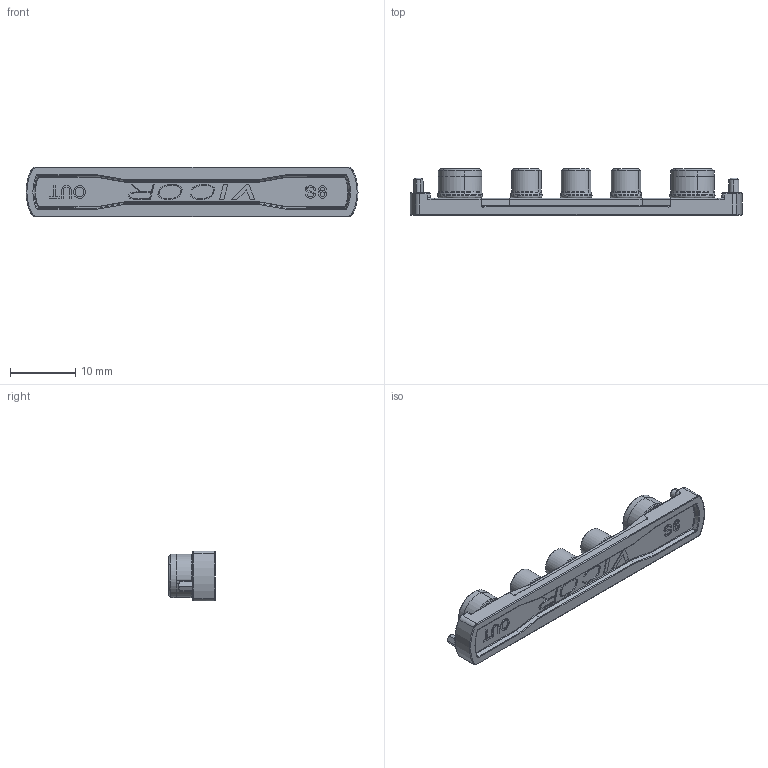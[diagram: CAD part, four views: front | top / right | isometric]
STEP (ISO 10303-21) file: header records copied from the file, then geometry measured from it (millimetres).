
FILE_DESCRIPTION (( 'STEP AP214' ), '1' );
FILE_NAME ('18375_18383_18363_18483-02-Output.STEP', '2012-08-16T14:58:40', ( 'Vicor User' ), ( 'Microsoft' ), 'SwSTEP 2.0', 'SolidWorks 2012', '' );
FILE_SCHEMA (( 'AUTOMOTIVE_DESIGN' ));
Length unit declared in the file: inch
Products named in the file (1): 18375_18383_18363_18483-02-Output
Bounding box: 50.8 x 7.06 x 7.62 mm (x, y, z)
Volume: 1273.2 mm3; surface area: 2028.6 mm2
Topology: 1 solids, 1 shells, 1040 faces, 2955 edges, 1876 vertices
Faces by surface type: plane 541, bspline 326, cylinder 92, cone 81
Entity records: 55843 total; most frequent: CARTESIAN_POINT 17722, ORIENTED_EDGE 5822, DIRECTION 4118, EDGE_CURVE 2911, VERTEX_POINT 1876, LINE 1556, VECTOR 1556, AXIS2_PLACEMENT_3D 1281
